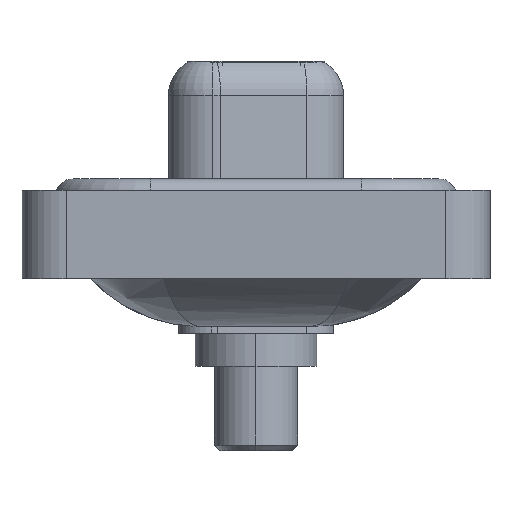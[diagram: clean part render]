
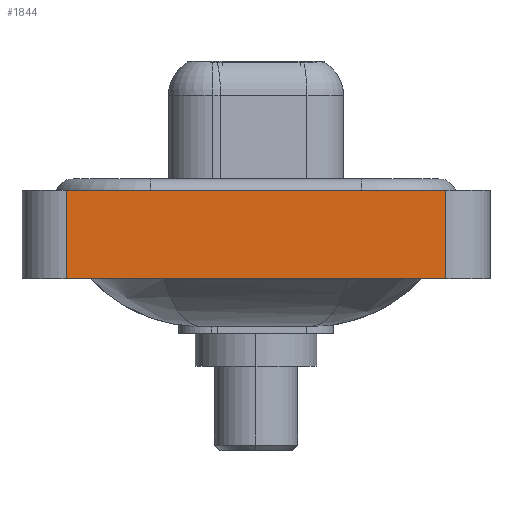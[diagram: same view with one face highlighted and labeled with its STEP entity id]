
A CAD part, left-side view. The second image highlights one B-rep face of the part: STEP entity #1844.
In plain terms, the highlighted planar face has unit normal (-1, 0, 0).
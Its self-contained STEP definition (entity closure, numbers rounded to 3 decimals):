
#339 = VERTEX_POINT ( 'NONE', #5118 ) ;
#1453 = ORIENTED_EDGE ( 'NONE', *, *, #6217, .T. ) ;
#1844 = ADVANCED_FACE ( 'NONE', ( #16937 ), #2916, .T. ) ;
#2916 = PLANE ( 'NONE',  #16620 ) ;
#3160 = DIRECTION ( 'NONE',  ( 0., -1., 0. ) ) ;
#3898 = CARTESIAN_POINT ( 'NONE',  ( -7.3, -8.55, 0.4 ) ) ;
#4063 = VERTEX_POINT ( 'NONE', #17395 ) ;
#4229 = DIRECTION ( 'NONE',  ( 0., 0., 1. ) ) ;
#5118 = CARTESIAN_POINT ( 'NONE',  ( -7.3, 8.55, -3.6 ) ) ;
#6217 = EDGE_CURVE ( 'NONE', #339, #4063, #12590, .T. ) ;
#6274 = EDGE_LOOP ( 'NONE', ( #12935, #14876, #14754, #1453 ) ) ;
#7689 = CARTESIAN_POINT ( 'NONE',  ( -7.3, -8.55, -3.6 ) ) ;
#8102 = VECTOR ( 'NONE', #3160, 1000. ) ;
#8634 = LINE ( 'NONE', #18149, #17080 ) ;
#8818 = LINE ( 'NONE', #3898, #15015 ) ;
#10988 = CARTESIAN_POINT ( 'NONE',  ( -7.3, 8.55, 0.4 ) ) ;
#11347 = DIRECTION ( 'NONE',  ( 0., 0., 1. ) ) ;
#12431 = VECTOR ( 'NONE', #11347, 1000. ) ;
#12590 = LINE ( 'NONE', #7689, #8102 ) ;
#12935 = ORIENTED_EDGE ( 'NONE', *, *, #12963, .T. ) ;
#12963 = EDGE_CURVE ( 'NONE', #4063, #16057, #19120, .T. ) ;
#14302 = CARTESIAN_POINT ( 'NONE',  ( -7.3, -8.55, -3.6 ) ) ;
#14626 = CARTESIAN_POINT ( 'NONE',  ( -7.3, -8.55, -3.6 ) ) ;
#14754 = ORIENTED_EDGE ( 'NONE', *, *, #18069, .F. ) ;
#14876 = ORIENTED_EDGE ( 'NONE', *, *, #19706, .F. ) ;
#15015 = VECTOR ( 'NONE', #16376, 1000. ) ;
#16057 = VERTEX_POINT ( 'NONE', #17140 ) ;
#16376 = DIRECTION ( 'NONE',  ( 0., -1., 0. ) ) ;
#16608 = VERTEX_POINT ( 'NONE', #10988 ) ;
#16620 = AXIS2_PLACEMENT_3D ( 'NONE', #14626, #19641, #17904 ) ;
#16937 = FACE_OUTER_BOUND ( 'NONE', #6274, .T. ) ;
#17080 = VECTOR ( 'NONE', #4229, 1000. ) ;
#17140 = CARTESIAN_POINT ( 'NONE',  ( -7.3, -8.55, 0.4 ) ) ;
#17395 = CARTESIAN_POINT ( 'NONE',  ( -7.3, -8.55, -3.6 ) ) ;
#17904 = DIRECTION ( 'NONE',  ( 0., 0., 1. ) ) ;
#18069 = EDGE_CURVE ( 'NONE', #339, #16608, #8634, .T. ) ;
#18149 = CARTESIAN_POINT ( 'NONE',  ( -7.3, 8.55, -3.6 ) ) ;
#19120 = LINE ( 'NONE', #14302, #12431 ) ;
#19641 = DIRECTION ( 'NONE',  ( -1., 0., 0. ) ) ;
#19706 = EDGE_CURVE ( 'NONE', #16608, #16057, #8818, .T. ) ;
